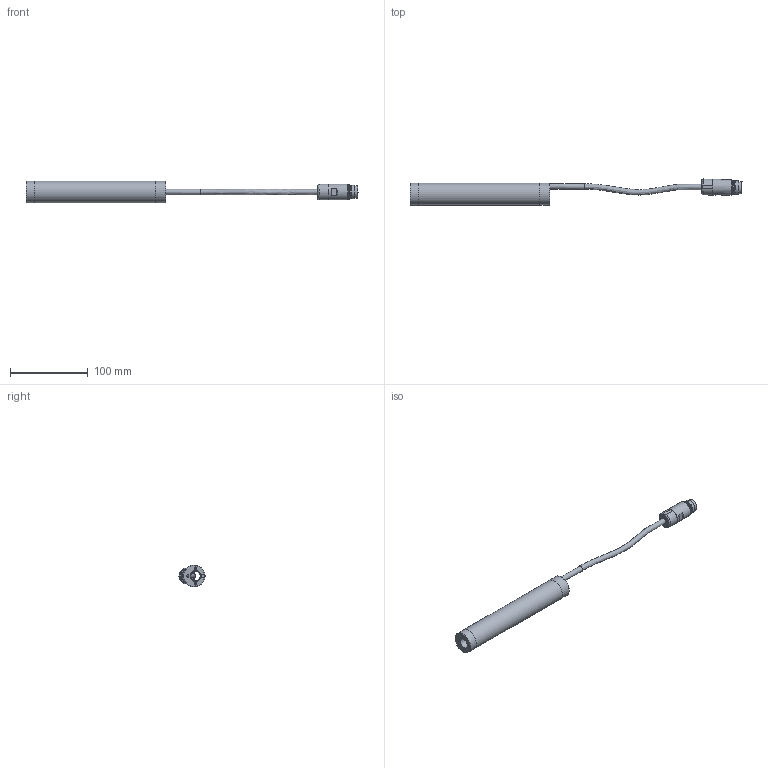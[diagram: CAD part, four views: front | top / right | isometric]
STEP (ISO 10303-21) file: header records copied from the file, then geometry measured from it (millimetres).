
FILE_DESCRIPTION (( 'STEP AP214' ), '1' );
FILE_NAME ('0186-1169_231128_PS01-23x80F-HP-SSCP-R20.STEP', '2023-11-28T14:10:38', ( '' ), ( '' ), 'SwSTEP 2.0', 'SolidWorks 2023', '' );
FILE_SCHEMA (( 'AUTOMOTIVE_DESIGN' ));
Length unit declared in the file: millimetre
Products named in the file (1): 0186-1169_231128_PS01-23x80F-HP-SSCP-R20
Bounding box: 427.07 x 33.48 x 28 mm (x, y, z)
Volume: 111978.1 mm3; surface area: 34611.2 mm2
Topology: 2 solids, 2 shells, 155 faces, 338 edges, 224 vertices
Faces by surface type: plane 65, cylinder 54, cone 22, bspline 12, torus 2
Full cylindrical faces by diameter (mm): 1.15 x5, 1.2 x3, 2.1 x5, 3.2 x3, 3.3 x3, 4 x1, 12 x1, 13.2 x2, 13.8 x1, 13.9 x1, 14.2 x1, 15.54 x1, 15.7 x1, 16.2 x2, 17 x1, 17.5 x1, 18 x2, 28 x5
Entity records: 5802 total; most frequent: CARTESIAN_POINT 2743, DIRECTION 636, ORIENTED_EDGE 472, AXIS2_PLACEMENT_3D 284, EDGE_LOOP 263, EDGE_CURVE 236, FACE_OUTER_BOUND 207, VERTEX_POINT 191
